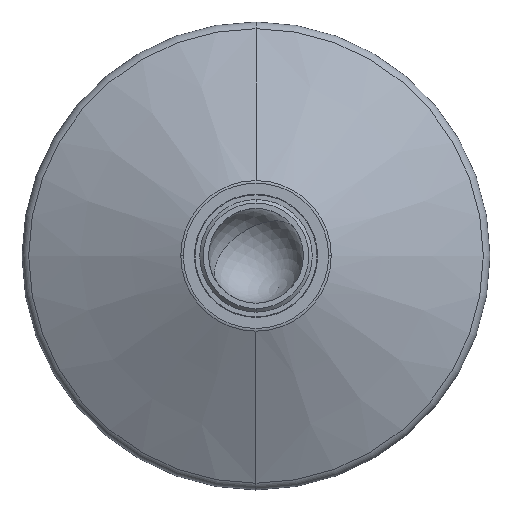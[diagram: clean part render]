
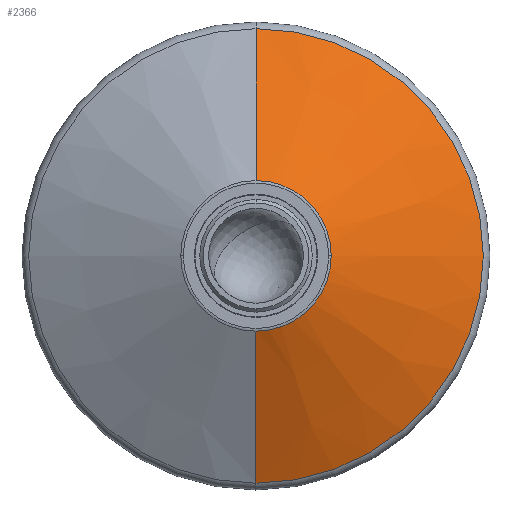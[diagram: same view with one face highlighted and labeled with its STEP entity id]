
A CAD part, top view. The second image highlights one B-rep face of the part: STEP entity #2366.
In plain terms, the highlighted conical face has half-angle 64.29 degrees and reference radius 38.368 mm.
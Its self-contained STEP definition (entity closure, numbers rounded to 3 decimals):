
#130 = CARTESIAN_POINT ( 'NONE',  ( 0., -38.368, 5.545 ) ) ;
#163 = FACE_OUTER_BOUND ( 'NONE', #2672, .T. ) ;
#221 = DIRECTION ( 'NONE',  ( 0., 1., 0. ) ) ;
#241 = CARTESIAN_POINT ( 'NONE',  ( 0., 38.368, 5.545 ) ) ;
#429 = AXIS2_PLACEMENT_3D ( 'NONE', #1262, #979, #3207 ) ;
#496 = EDGE_CURVE ( 'NONE', #3435, #2067, #1268, .T. ) ;
#733 = ORIENTED_EDGE ( 'NONE', *, *, #1661, .T. ) ;
#814 = ORIENTED_EDGE ( 'NONE', *, *, #496, .T. ) ;
#837 = DIRECTION ( 'NONE',  ( 0., 1., 0. ) ) ;
#917 = DIRECTION ( 'NONE',  ( 0., 0., -1. ) ) ;
#979 = DIRECTION ( 'NONE',  ( 0., 0., -1. ) ) ;
#1109 = DIRECTION ( 'NONE',  ( 0., 0., -1. ) ) ;
#1262 = CARTESIAN_POINT ( 'NONE',  ( 0., 0., 17.901 ) ) ;
#1268 = LINE ( 'NONE', #3010, #2143 ) ;
#1302 = CIRCLE ( 'NONE', #429, 12.706 ) ;
#1320 = EDGE_CURVE ( 'NONE', #2067, #2907, #1635, .T. ) ;
#1368 = AXIS2_PLACEMENT_3D ( 'NONE', #2072, #2412, #837 ) ;
#1428 = EDGE_CURVE ( 'NONE', #4043, #2907, #2341, .T. ) ;
#1611 = CIRCLE ( 'NONE', #3565, 12.706 ) ;
#1612 = ORIENTED_EDGE ( 'NONE', *, *, #1428, .F. ) ;
#1635 = CIRCLE ( 'NONE', #1368, 38.368 ) ;
#1661 = EDGE_CURVE ( 'NONE', #1724, #3435, #1302, .T. ) ;
#1724 = VERTEX_POINT ( 'NONE', #2475 ) ;
#2067 = VERTEX_POINT ( 'NONE', #130 ) ;
#2072 = CARTESIAN_POINT ( 'NONE',  ( 0., 0., 5.545 ) ) ;
#2143 = VECTOR ( 'NONE', #2718, 1000. ) ;
#2184 = DIRECTION ( 'NONE',  ( 0., 1., 0. ) ) ;
#2242 = VECTOR ( 'NONE', #3036, 1000. ) ;
#2341 = LINE ( 'NONE', #241, #2242 ) ;
#2366 = ADVANCED_FACE ( 'NONE', ( #163 ), #3187, .T. ) ;
#2412 = DIRECTION ( 'NONE',  ( 0., 0., 1. ) ) ;
#2475 = CARTESIAN_POINT ( 'NONE',  ( 12.706, 0., 17.901 ) ) ;
#2672 = EDGE_LOOP ( 'NONE', ( #733, #814, #3236, #1612, #3928 ) ) ;
#2718 = DIRECTION ( 'NONE',  ( 0., -0.901, -0.434 ) ) ;
#2864 = CARTESIAN_POINT ( 'NONE',  ( 0., 0., 17.901 ) ) ;
#2907 = VERTEX_POINT ( 'NONE', #3198 ) ;
#3010 = CARTESIAN_POINT ( 'NONE',  ( 0., -38.368, 5.545 ) ) ;
#3011 = CARTESIAN_POINT ( 'NONE',  ( 0., 0., 5.545 ) ) ;
#3036 = DIRECTION ( 'NONE',  ( 0., 0.901, -0.434 ) ) ;
#3130 = CARTESIAN_POINT ( 'NONE',  ( 0., -12.706, 17.901 ) ) ;
#3187 = CONICAL_SURFACE ( 'NONE', #3892, 38.368, 1.122 ) ;
#3198 = CARTESIAN_POINT ( 'NONE',  ( 0., 38.368, 5.545 ) ) ;
#3201 = CARTESIAN_POINT ( 'NONE',  ( 0., 12.706, 17.901 ) ) ;
#3207 = DIRECTION ( 'NONE',  ( 0., 1., 0. ) ) ;
#3236 = ORIENTED_EDGE ( 'NONE', *, *, #1320, .T. ) ;
#3435 = VERTEX_POINT ( 'NONE', #3130 ) ;
#3516 = EDGE_CURVE ( 'NONE', #4043, #1724, #1611, .T. ) ;
#3565 = AXIS2_PLACEMENT_3D ( 'NONE', #2864, #917, #2184 ) ;
#3892 = AXIS2_PLACEMENT_3D ( 'NONE', #3011, #1109, #221 ) ;
#3928 = ORIENTED_EDGE ( 'NONE', *, *, #3516, .T. ) ;
#4043 = VERTEX_POINT ( 'NONE', #3201 ) ;
